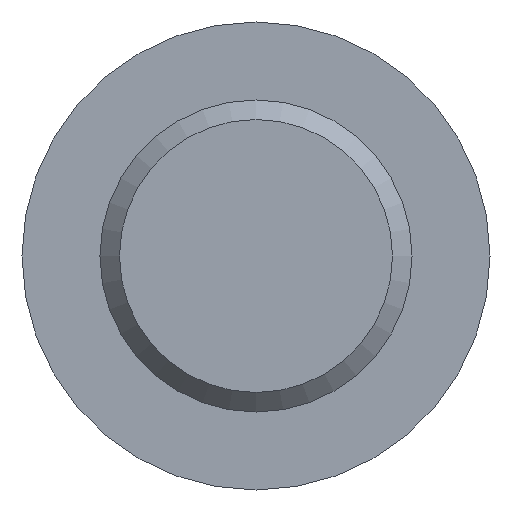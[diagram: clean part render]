
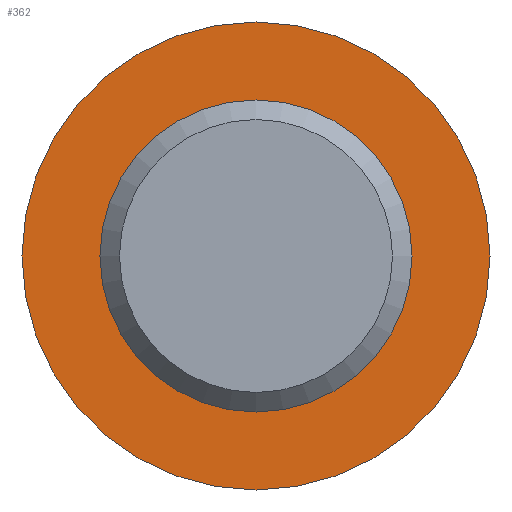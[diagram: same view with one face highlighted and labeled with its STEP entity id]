
A CAD part, front view. The second image highlights one B-rep face of the part: STEP entity #362.
In plain terms, the highlighted planar face has unit normal (0, -1, 0).
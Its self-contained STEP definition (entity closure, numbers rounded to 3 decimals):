
#1 = VERTEX_POINT ( 'NONE', #137 ) ;
#5 = AXIS2_PLACEMENT_3D ( 'NONE', #226, #510, #260 ) ;
#39 = EDGE_CURVE ( 'NONE', #1, #1, #156, .T. ) ;
#111 = CARTESIAN_POINT ( 'NONE',  ( 0., 170., 0. ) ) ;
#122 = CARTESIAN_POINT ( 'NONE',  ( 0., 170., 0. ) ) ;
#137 = CARTESIAN_POINT ( 'NONE',  ( 0., 170., -15. ) ) ;
#156 = CIRCLE ( 'NONE', #346, 15. ) ;
#174 = VERTEX_POINT ( 'NONE', #339 ) ;
#226 = CARTESIAN_POINT ( 'NONE',  ( -10., 170., 0. ) ) ;
#236 = EDGE_LOOP ( 'NONE', ( #314 ) ) ;
#260 = DIRECTION ( 'NONE',  ( 0., 0., 1. ) ) ;
#265 = DIRECTION ( 'NONE',  ( 0., 0., -1. ) ) ;
#285 = DIRECTION ( 'NONE',  ( 0., -1., 0. ) ) ;
#314 = ORIENTED_EDGE ( 'NONE', *, *, #39, .T. ) ;
#339 = CARTESIAN_POINT ( 'NONE',  ( 0., 170., -10. ) ) ;
#346 = AXIS2_PLACEMENT_3D ( 'NONE', #122, #285, #452 ) ;
#355 = DIRECTION ( 'NONE',  ( 0., -1., 0. ) ) ;
#362 = ADVANCED_FACE ( 'NONE', ( #391, #517 ), #476, .F. ) ;
#367 = ORIENTED_EDGE ( 'NONE', *, *, #398, .F. ) ;
#378 = AXIS2_PLACEMENT_3D ( 'NONE', #111, #355, #265 ) ;
#385 = CIRCLE ( 'NONE', #378, 10. ) ;
#391 = FACE_BOUND ( 'NONE', #486, .T. ) ;
#398 = EDGE_CURVE ( 'NONE', #174, #174, #385, .T. ) ;
#452 = DIRECTION ( 'NONE',  ( 0., 0., -1. ) ) ;
#476 = PLANE ( 'NONE',  #5 ) ;
#486 = EDGE_LOOP ( 'NONE', ( #367 ) ) ;
#510 = DIRECTION ( 'NONE',  ( 0., 1., 0. ) ) ;
#517 = FACE_OUTER_BOUND ( 'NONE', #236, .T. ) ;
